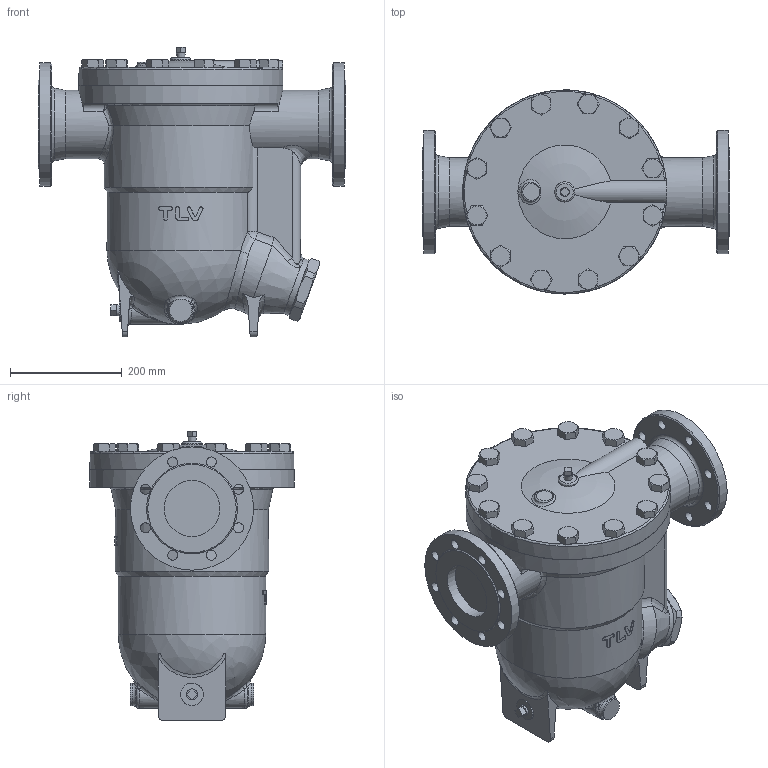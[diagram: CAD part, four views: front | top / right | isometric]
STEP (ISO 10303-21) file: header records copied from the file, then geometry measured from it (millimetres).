
FILE_DESCRIPTION((''),'2;1');
FILE_NAME('j8x00-100-e0016-00.stp','2011-09-01T18:27:36',('asada'),(''),'Autodesk Inventor 2012','Autodesk Inventor 2012','');
FILE_SCHEMA(('AUTOMOTIVE_DESIGN { 1 0 10303 214 1 1 1 1 }'));
Length unit declared in the file: millimetre
Products named in the file (1): j8x00-100-e0016-00
Bounding box: 550 x 365 x 518 mm (x, y, z)
Volume: 34080942.8 mm3; surface area: 1056730.6 mm2
Topology: 1 solids, 1 shells, 468 faces, 1167 edges, 715 vertices
Faces by surface type: plane 191, cone 99, cylinder 96, bspline 60, torus 18, sphere 4
Full cylindrical faces by diameter (mm): 18 x16, 22 x20, 22.631 x1, 25 x12, 36 x1, 40 x3, 100 x2, 105.048 x1, 122 x2, 158 x2, 220 x2, 250 x1, 365 x2
Entity records: 21966 total; most frequent: CARTESIAN_POINT 12175, ORIENTED_EDGE 2066, DIRECTION 1860, EDGE_CURVE 1033, AXIS2_PLACEMENT_3D 782, VERTEX_POINT 671, EDGE_LOOP 628, FACE_OUTER_BOUND 468
